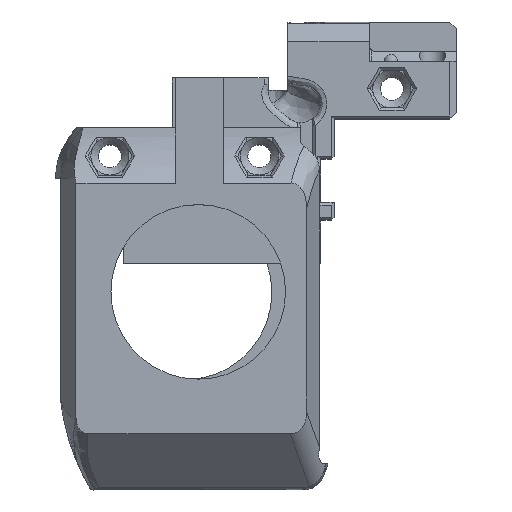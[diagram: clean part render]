
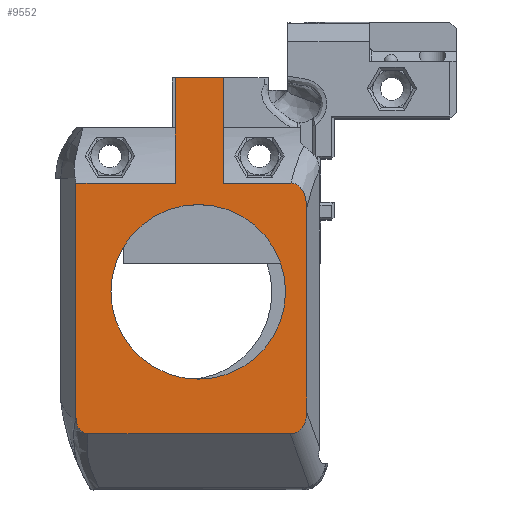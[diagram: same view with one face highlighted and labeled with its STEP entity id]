
A CAD part, top view. The second image highlights one B-rep face of the part: STEP entity #9552.
In plain terms, the highlighted face is planar.
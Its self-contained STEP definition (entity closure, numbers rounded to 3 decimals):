
#312=FACE_BOUND('',#2914,.T.);
#376=ELLIPSE('',#10115,4.381,3.);
#420=B_SPLINE_CURVE_WITH_KNOTS('',3,(#13220,#13221,#13222,#13223,#13224,
#13225,#13226,#13227,#13228,#13229,#13230,#13231),.UNSPECIFIED.,.F.,.F.,
(4,2,2,2,2,4),(0.,0.084,0.146,0.193,
0.223,0.251),.UNSPECIFIED.);
#421=B_SPLINE_CURVE_WITH_KNOTS('',3,(#13239,#13240,#13241,#13242,#13243,
#13244,#13245,#13246,#13247,#13248,#13249,#13250),.UNSPECIFIED.,.F.,.F.,
(4,2,2,2,2,4),(0.,0.127,0.245,
0.363,0.456,0.542),.UNSPECIFIED.);
#763=LINE('',#13216,#1566);
#764=LINE('',#13218,#1567);
#765=LINE('',#13233,#1568);
#766=LINE('',#13237,#1569);
#767=LINE('',#13252,#1570);
#768=LINE('',#13254,#1571);
#769=LINE('',#13256,#1572);
#770=LINE('',#13257,#1573);
#1566=VECTOR('',#10885,1000.);
#1567=VECTOR('',#10886,1000.);
#1568=VECTOR('',#10887,1000.);
#1569=VECTOR('',#10890,1000.);
#1570=VECTOR('',#10891,1000.);
#1571=VECTOR('',#10892,10.);
#1572=VECTOR('',#10893,10.);
#1573=VECTOR('',#10894,10.);
#2370=FACE_OUTER_BOUND('',#2913,.T.);
#2913=EDGE_LOOP('',(#6287,#6288,#6289,#6290,#6291,#6292,#6293,#6294,#6295,
#6296,#6297));
#2914=EDGE_LOOP('',(#6298));
#3520=CIRCLE('',#10116,12.85);
#3818=VERTEX_POINT('',#13214);
#3819=VERTEX_POINT('',#13215);
#3820=VERTEX_POINT('',#13217);
#3821=VERTEX_POINT('',#13219);
#3822=VERTEX_POINT('',#13232);
#3823=VERTEX_POINT('',#13234);
#3824=VERTEX_POINT('',#13236);
#3825=VERTEX_POINT('',#13238);
#3826=VERTEX_POINT('',#13251);
#3827=VERTEX_POINT('',#13253);
#3828=VERTEX_POINT('',#13255);
#3829=VERTEX_POINT('',#13258);
#4788=EDGE_CURVE('',#3818,#3819,#763,.T.);
#4789=EDGE_CURVE('',#3818,#3820,#764,.T.);
#4790=EDGE_CURVE('',#3820,#3821,#420,.T.);
#4791=EDGE_CURVE('',#3822,#3821,#765,.T.);
#4792=EDGE_CURVE('',#3822,#3823,#376,.T.);
#4793=EDGE_CURVE('',#3823,#3824,#766,.T.);
#4794=EDGE_CURVE('',#3824,#3825,#421,.T.);
#4795=EDGE_CURVE('',#3826,#3825,#767,.T.);
#4796=EDGE_CURVE('',#3827,#3826,#768,.T.);
#4797=EDGE_CURVE('',#3828,#3827,#769,.T.);
#4798=EDGE_CURVE('',#3828,#3819,#770,.T.);
#4799=EDGE_CURVE('',#3829,#3829,#3520,.T.);
#6287=ORIENTED_EDGE('',*,*,#4788,.F.);
#6288=ORIENTED_EDGE('',*,*,#4789,.T.);
#6289=ORIENTED_EDGE('',*,*,#4790,.T.);
#6290=ORIENTED_EDGE('',*,*,#4791,.F.);
#6291=ORIENTED_EDGE('',*,*,#4792,.T.);
#6292=ORIENTED_EDGE('',*,*,#4793,.T.);
#6293=ORIENTED_EDGE('',*,*,#4794,.T.);
#6294=ORIENTED_EDGE('',*,*,#4795,.F.);
#6295=ORIENTED_EDGE('',*,*,#4796,.F.);
#6296=ORIENTED_EDGE('',*,*,#4797,.F.);
#6297=ORIENTED_EDGE('',*,*,#4798,.T.);
#6298=ORIENTED_EDGE('',*,*,#4799,.F.);
#9285=PLANE('',#10114);
#9552=ADVANCED_FACE('',(#2370,#312),#9285,.F.);
#10114=AXIS2_PLACEMENT_3D('',#13213,#10883,#10884);
#10115=AXIS2_PLACEMENT_3D('',#13235,#10888,#10889);
#10116=AXIS2_PLACEMENT_3D('',#13259,#10895,#10896);
#10883=DIRECTION('center_axis',(1.,0.,0.));
#10884=DIRECTION('ref_axis',(0.,0.,-1.));
#10885=DIRECTION('',(0.,0.,1.));
#10886=DIRECTION('',(0.,-1.,0.));
#10887=DIRECTION('',(0.,0.,-1.));
#10888=DIRECTION('center_axis',(-1.,0.,0.));
#10889=DIRECTION('ref_axis',(0.,0.94,-0.342));
#10890=DIRECTION('',(0.,1.,0.));
#10891=DIRECTION('',(0.,0.,1.));
#10892=DIRECTION('',(0.,-1.,0.));
#10893=DIRECTION('',(0.,0.,1.));
#10894=DIRECTION('',(0.,-1.,0.));
#10895=DIRECTION('center_axis',(-1.,0.,0.));
#10896=DIRECTION('ref_axis',(0.,0.,1.));
#13213=CARTESIAN_POINT('Origin',(-26.5,35.,-5.));
#13214=CARTESIAN_POINT('',(-26.5,25.5,-33.));
#13215=CARTESIAN_POINT('',(-26.5,25.5,-18.35));
#13216=CARTESIAN_POINT('',(-26.5,25.5,-36.));
#13217=CARTESIAN_POINT('',(-26.5,-8.964,-33.));
#13218=CARTESIAN_POINT('',(-26.5,-20.,-33.));
#13219=CARTESIAN_POINT('',(-26.5,-11.4,-31.234));
#13220=CARTESIAN_POINT('Ctrl Pts',(-26.5,-8.964,-33.));
#13221=CARTESIAN_POINT('Ctrl Pts',(-26.5,-9.242,-33.));
#13222=CARTESIAN_POINT('Ctrl Pts',(-26.5,-9.523,-32.97));
#13223=CARTESIAN_POINT('Ctrl Pts',(-26.5,-9.994,-32.856));
#13224=CARTESIAN_POINT('Ctrl Pts',(-26.5,-10.277,
-32.768));
#13225=CARTESIAN_POINT('Ctrl Pts',(-26.5,-10.774,
-32.464));
#13226=CARTESIAN_POINT('Ctrl Pts',(-26.5,-10.966,
-32.297));
#13227=CARTESIAN_POINT('Ctrl Pts',(-26.5,-11.208,
-31.964));
#13228=CARTESIAN_POINT('Ctrl Pts',(-26.5,-11.282,-31.822));
#13229=CARTESIAN_POINT('Ctrl Pts',(-26.5,-11.377,-31.528));
#13230=CARTESIAN_POINT('Ctrl Pts',(-26.5,-11.4,-31.382));
#13231=CARTESIAN_POINT('Ctrl Pts',(-26.5,-11.4,-31.234));
#13232=CARTESIAN_POINT('',(-26.5,-11.4,-1.461));
#13233=CARTESIAN_POINT('',(-26.5,-11.4,22.));
#13234=CARTESIAN_POINT('',(-26.5,-8.183,0.96));
#13235=CARTESIAN_POINT('Origin',(-26.5,-7.157,-2.233));
#13236=CARTESIAN_POINT('',(-26.5,21.719,0.96));
#13237=CARTESIAN_POINT('',(-26.5,-20.,0.96));
#13238=CARTESIAN_POINT('',(-26.5,25.5,-1.369));
#13239=CARTESIAN_POINT('Ctrl Pts',(-26.5,21.719,0.96));
#13240=CARTESIAN_POINT('Ctrl Pts',(-26.5,22.142,0.96));
#13241=CARTESIAN_POINT('Ctrl Pts',(-26.5,22.571,0.931));
#13242=CARTESIAN_POINT('Ctrl Pts',(-26.5,23.375,0.792));
#13243=CARTESIAN_POINT('Ctrl Pts',(-26.5,23.764,0.684));
#13244=CARTESIAN_POINT('Ctrl Pts',(-26.5,24.477,0.353));
#13245=CARTESIAN_POINT('Ctrl Pts',(-26.5,24.761,0.15));
#13246=CARTESIAN_POINT('Ctrl Pts',(-26.5,25.147,-0.262));
#13247=CARTESIAN_POINT('Ctrl Pts',(-26.5,25.283,-0.468));
#13248=CARTESIAN_POINT('Ctrl Pts',(-26.5,25.458,-0.913));
#13249=CARTESIAN_POINT('Ctrl Pts',(-26.5,25.5,-1.138));
#13250=CARTESIAN_POINT('Ctrl Pts',(-26.5,25.5,-1.369));
#13251=CARTESIAN_POINT('',(-26.5,25.5,-11.35));
#13252=CARTESIAN_POINT('',(-26.5,25.5,-36.));
#13253=CARTESIAN_POINT('',(-26.5,41.,-11.35));
#13254=CARTESIAN_POINT('',(-26.5,41.,-11.35));
#13255=CARTESIAN_POINT('',(-26.5,41.,-18.35));
#13256=CARTESIAN_POINT('',(-26.5,41.,-18.35));
#13257=CARTESIAN_POINT('',(-26.5,41.,-18.35));
#13258=CARTESIAN_POINT('',(-26.5,9.5,-27.85));
#13259=CARTESIAN_POINT('Origin',(-26.5,9.5,-15.));
